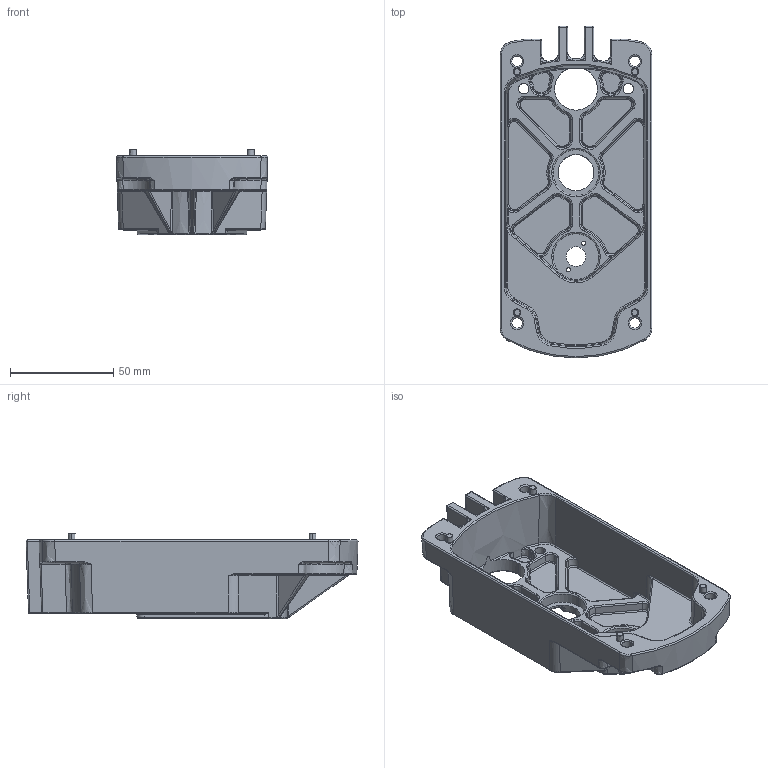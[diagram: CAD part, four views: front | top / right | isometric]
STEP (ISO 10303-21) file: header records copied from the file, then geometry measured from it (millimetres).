
FILE_DESCRIPTION (( 'STEP AP214' ), '1' );
FILE_NAME ('am-3157 Toughbox Micro Housing.STEP', '2019-02-19T20:23:01', ( '' ), ( '' ), 'SwSTEP 2.0', 'SolidWorks 2018', '' );
FILE_SCHEMA (( 'AUTOMOTIVE_DESIGN' ));
Length unit declared in the file: inch
Products named in the file (1): am-3157 Toughbox Micro Housing
Bounding box: 73.61 x 161.1 x 41.34 mm (x, y, z)
Volume: 83677.6 mm3; surface area: 51674.3 mm2
Topology: 3 solids, 3 shells, 1201 faces, 3019 edges, 1806 vertices
Faces by surface type: bspline 554, plane 249, cylinder 207, torus 123, cone 41, sphere 27
Entity records: 54061 total; most frequent: CARTESIAN_POINT 29670, ORIENTED_EDGE 5938, DIRECTION 3817, EDGE_CURVE 2969, VERTEX_POINT 1800, AXIS2_PLACEMENT_3D 1392, EDGE_LOOP 1261, ADVANCED_FACE 1201
